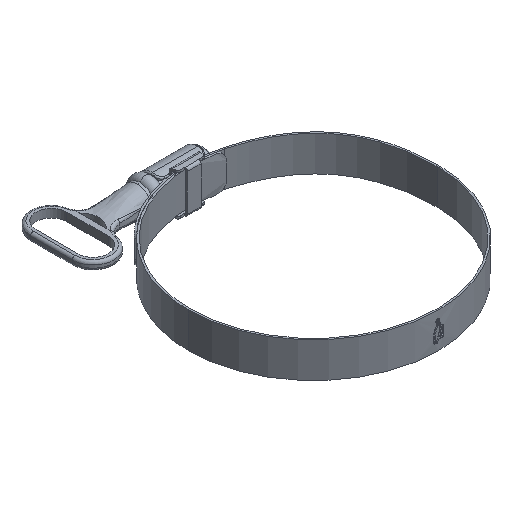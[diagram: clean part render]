
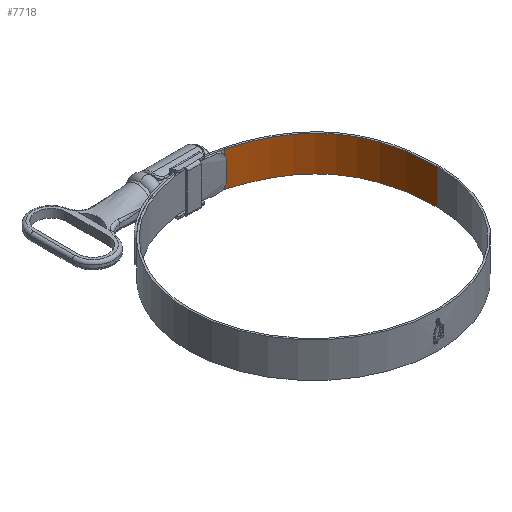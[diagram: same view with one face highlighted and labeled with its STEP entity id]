
A CAD part, isometric view. The second image highlights one B-rep face of the part: STEP entity #7718.
In plain terms, the highlighted free-form (B-spline) face has degree [2, 1] with [3, 2] control points.
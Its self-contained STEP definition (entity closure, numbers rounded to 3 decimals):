
#355 = CARTESIAN_POINT ( 'NONE',  ( 11.709, 43.698, 6.35 ) ) ;
#1228 = CARTESIAN_POINT ( 'NONE',  ( 44.5, 0., 6.35 ) ) ;
#1355 = CARTESIAN_POINT ( 'NONE',  ( 44.5, 0., 6.35 ) ) ;
#1380 = LINE ( 'NONE', #2072, #9257 ) ;
#1425 = B_SPLINE_CURVE_WITH_KNOTS ( 'NONE', 2,
 ( #4148, #9369, #7196 ),
 .UNSPECIFIED., .F., .F.,
 ( 3, 3 ),
 ( 0., 1. ),
 .UNSPECIFIED. ) ;
#1735 = CARTESIAN_POINT ( 'NONE',  ( 44.5, 34.912, -6.35 ) ) ;
#2072 = CARTESIAN_POINT ( 'NONE',  ( 44.5, 0., 6.35 ) ) ;
#2648 = EDGE_CURVE ( 'NONE', #8142, #4349, #1425, .T. ) ;
#2819 = CARTESIAN_POINT ( 'NONE',  ( 44.5, 0., 6.35 ) ) ;
#2978 = LINE ( 'NONE', #3872, #8300 ) ;
#3446 = CARTESIAN_POINT ( 'NONE',  ( 44.5, 0., -6.35 ) ) ;
#3666 = B_SPLINE_SURFACE_WITH_KNOTS ( 'NONE', 2, 1, ( 
 ( #1355, #3446 ),
 ( #8777, #1735 ),
 ( #7894, #6513 ) ),
 .UNSPECIFIED., .F., .F., .F.,
 ( 3, 3 ),
 ( 2, 2 ),
 ( 0., 1. ),
 ( 0., 1. ),
 .UNSPECIFIED. ) ;
#3872 = CARTESIAN_POINT ( 'NONE',  ( 11.709, 43.698, 6.35 ) ) ;
#4148 = CARTESIAN_POINT ( 'NONE',  ( 44.5, 0., -6.35 ) ) ;
#4349 = VERTEX_POINT ( 'NONE', #6764 ) ;
#4609 = VERTEX_POINT ( 'NONE', #1228 ) ;
#4707 = ORIENTED_EDGE ( 'NONE', *, *, #2648, .F. ) ;
#4716 = ORIENTED_EDGE ( 'NONE', *, *, #7092, .F. ) ;
#4768 = B_SPLINE_CURVE_WITH_KNOTS ( 'NONE', 2,
 ( #2819, #6706, #7402 ),
 .UNSPECIFIED., .F., .F.,
 ( 3, 3 ),
 ( 0., 1. ),
 .UNSPECIFIED. ) ;
#5486 = VERTEX_POINT ( 'NONE', #355 ) ;
#6387 = EDGE_LOOP ( 'NONE', ( #4707, #4716, #8400, #8568 ) ) ;
#6513 = CARTESIAN_POINT ( 'NONE',  ( 11.709, 43.698, -6.35 ) ) ;
#6579 = FACE_OUTER_BOUND ( 'NONE', #6387, .T. ) ;
#6584 = CARTESIAN_POINT ( 'NONE',  ( 44.5, 0., -6.35 ) ) ;
#6706 = CARTESIAN_POINT ( 'NONE',  ( 44.5, 34.912, 6.35 ) ) ;
#6764 = CARTESIAN_POINT ( 'NONE',  ( 11.709, 43.698, -6.35 ) ) ;
#7092 = EDGE_CURVE ( 'NONE', #4609, #8142, #1380, .T. ) ;
#7196 = CARTESIAN_POINT ( 'NONE',  ( 11.709, 43.698, -6.35 ) ) ;
#7402 = CARTESIAN_POINT ( 'NONE',  ( 11.709, 43.698, 6.35 ) ) ;
#7718 = ADVANCED_FACE ( 'NONE', ( #6579 ), #3666, .T. ) ;
#7894 = CARTESIAN_POINT ( 'NONE',  ( 11.709, 43.698, 6.35 ) ) ;
#8137 = DIRECTION ( 'NONE',  ( 0., 0., -1. ) ) ;
#8142 = VERTEX_POINT ( 'NONE', #6584 ) ;
#8300 = VECTOR ( 'NONE', #9191, 1000. ) ;
#8400 = ORIENTED_EDGE ( 'NONE', *, *, #9334, .T. ) ;
#8568 = ORIENTED_EDGE ( 'NONE', *, *, #9202, .T. ) ;
#8777 = CARTESIAN_POINT ( 'NONE',  ( 44.5, 34.912, 6.35 ) ) ;
#9191 = DIRECTION ( 'NONE',  ( 0., 0., -1. ) ) ;
#9202 = EDGE_CURVE ( 'NONE', #5486, #4349, #2978, .T. ) ;
#9257 = VECTOR ( 'NONE', #8137, 1000. ) ;
#9334 = EDGE_CURVE ( 'NONE', #4609, #5486, #4768, .T. ) ;
#9369 = CARTESIAN_POINT ( 'NONE',  ( 44.5, 34.912, -6.35 ) ) ;
